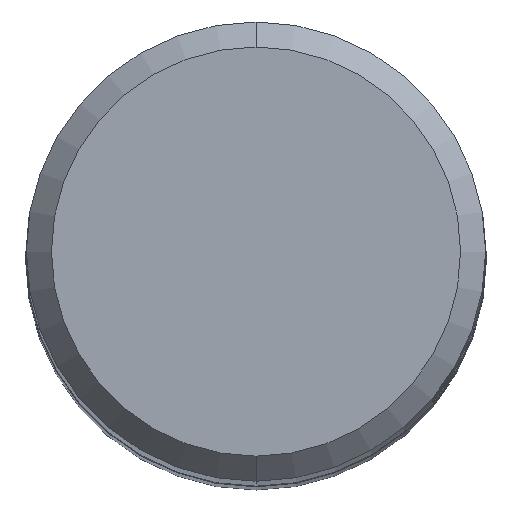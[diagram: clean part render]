
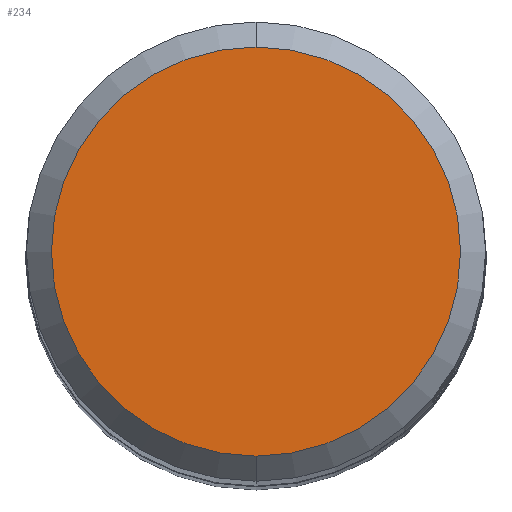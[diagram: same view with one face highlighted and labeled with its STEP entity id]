
A CAD part, top view. The second image highlights one B-rep face of the part: STEP entity #234.
In plain terms, the highlighted planar face has unit normal (0, 0, 1).
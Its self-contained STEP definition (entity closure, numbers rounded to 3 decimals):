
#172=EDGE_CURVE('',#272,#186,#384,.T.);
#186=VERTEX_POINT('',#399);
#190=EDGE_CURVE('',#186,#272,#405,.T.);
#234=ADVANCED_FACE('',(#454),#455,.T.);
#272=VERTEX_POINT('',#495);
#384=CIRCLE('',#613,4.9);
#399=CARTESIAN_POINT('',(0.0,4.9,61.12));
#405=CIRCLE('',#638,4.9);
#454=FACE_OUTER_BOUND('',#710,.T.);
#455=PLANE('',#711);
#495=CARTESIAN_POINT('',(0.,-4.9,61.12));
#613=AXIS2_PLACEMENT_3D('',#895,#896,#897);
#638=AXIS2_PLACEMENT_3D('',#918,#919,#920);
#710=EDGE_LOOP('',(#986,#987));
#711=AXIS2_PLACEMENT_3D('',#988,#989,#990);
#895=CARTESIAN_POINT('',(0.0,0.0,61.12));
#896=DIRECTION('',(0.0,0.0,-1.0));
#897=DIRECTION('',(0.0,1.0,0.0));
#918=CARTESIAN_POINT('',(0.0,0.0,61.12));
#919=DIRECTION('',(0.0,0.0,-1.0));
#920=DIRECTION('',(0.0,1.0,0.0));
#986=ORIENTED_EDGE('',*,*,#190,.F.);
#987=ORIENTED_EDGE('',*,*,#172,.F.);
#988=CARTESIAN_POINT('',(0.0,2.45,61.12));
#989=DIRECTION('',(-0.0,0.0,1.0));
#990=DIRECTION('',(0.0,-1.0,0.0));
